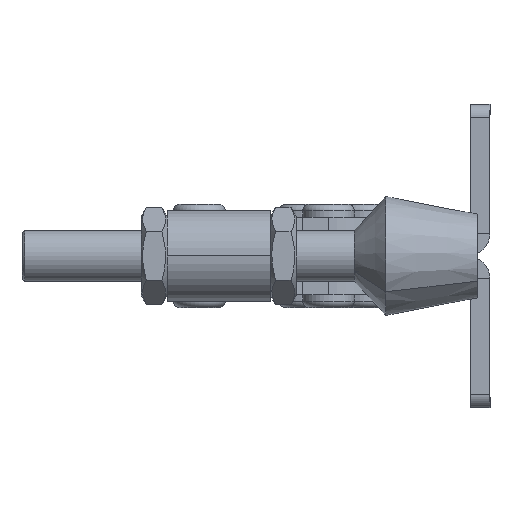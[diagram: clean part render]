
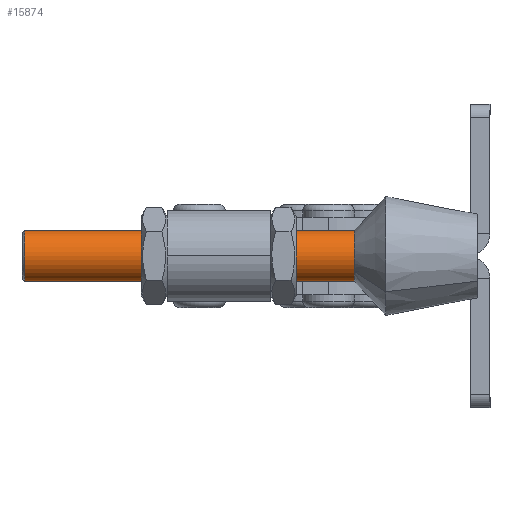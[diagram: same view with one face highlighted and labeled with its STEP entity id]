
A CAD part, left-side view. The second image highlights one B-rep face of the part: STEP entity #15874.
In plain terms, the highlighted cylindrical face has radius 4 mm (diameter 8 mm), a partial arc.
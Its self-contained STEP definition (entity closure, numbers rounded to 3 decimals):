
#6202 = AXIS2_PLACEMENT_3D ( 'NONE', #24596, #24597, #24598 ) ;
#6204 = AXIS2_PLACEMENT_3D ( 'NONE', #24601, #24602, #24603 ) ;
#7814 = CARTESIAN_POINT ( 'NONE',  ( 5.45, 0., 4. ) ) ;
#7817 = CARTESIAN_POINT ( 'NONE',  ( 5.45, 0., -4. ) ) ;
#7819 = CARTESIAN_POINT ( 'NONE',  ( 60.05, 0., -4. ) ) ;
#7821 = CARTESIAN_POINT ( 'NONE',  ( 60.05, 0., 4. ) ) ;
#9577 = DIRECTION ( 'NONE',  ( 0., 0., 1. ) ) ;
#9582 = DIRECTION ( 'NONE',  ( -1., 0., 0. ) ) ;
#9584 = CARTESIAN_POINT ( 'NONE',  ( 60.45, 0., 0. ) ) ;
#10012 = AXIS2_PLACEMENT_3D ( 'NONE', #9584, #9582, #9577 ) ;
#11955 = VERTEX_POINT ( 'NONE', #7814 ) ;
#11957 = VERTEX_POINT ( 'NONE', #7817 ) ;
#11958 = VERTEX_POINT ( 'NONE', #7819 ) ;
#11959 = VERTEX_POINT ( 'NONE', #7821 ) ;
#12056 = EDGE_LOOP ( 'NONE', ( #14549, #14551, #14553, #14555 ) ) ;
#14549 = ORIENTED_EDGE ( 'NONE', *, *, #20367, .T. ) ;
#14551 = ORIENTED_EDGE ( 'NONE', *, *, #20369, .T. ) ;
#14553 = ORIENTED_EDGE ( 'NONE', *, *, #20370, .T. ) ;
#14555 = ORIENTED_EDGE ( 'NONE', *, *, #20371, .F. ) ;
#15874 = ADVANCED_FACE ( 'NONE', ( #19755 ), #19747, .T. ) ;
#18252 = CIRCLE ( 'NONE', #6202, 4. ) ;
#18256 = LINE ( 'NONE', #24594, #18260 ) ;
#18259 = CIRCLE ( 'NONE', #6204, 4. ) ;
#18260 = VECTOR ( 'NONE', #24600, 1000. ) ;
#18262 = LINE ( 'NONE', #24599, #18264 ) ;
#18264 = VECTOR ( 'NONE', #24588, 1000. ) ;
#19747 = CYLINDRICAL_SURFACE ( 'NONE', #10012, 4. ) ;
#19755 = FACE_OUTER_BOUND ( 'NONE', #12056, .T. ) ;
#20367 = EDGE_CURVE ( 'NONE', #11959, #11958, #18252, .T. ) ;
#20369 = EDGE_CURVE ( 'NONE', #11958, #11957, #18256, .T. ) ;
#20370 = EDGE_CURVE ( 'NONE', #11957, #11955, #18259, .T. ) ;
#20371 = EDGE_CURVE ( 'NONE', #11959, #11955, #18262, .T. ) ;
#24588 = DIRECTION ( 'NONE',  ( -1., 0., 0. ) ) ;
#24594 = CARTESIAN_POINT ( 'NONE',  ( 60.45, 0., -4. ) ) ;
#24596 = CARTESIAN_POINT ( 'NONE',  ( 60.05, 0., 0. ) ) ;
#24597 = DIRECTION ( 'NONE',  ( -1., 0., 0. ) ) ;
#24598 = DIRECTION ( 'NONE',  ( 0., 0., -1. ) ) ;
#24599 = CARTESIAN_POINT ( 'NONE',  ( 60.45, 0., 4. ) ) ;
#24600 = DIRECTION ( 'NONE',  ( -1., 0., 0. ) ) ;
#24601 = CARTESIAN_POINT ( 'NONE',  ( 5.45, 0., 0. ) ) ;
#24602 = DIRECTION ( 'NONE',  ( 1., 0., 0. ) ) ;
#24603 = DIRECTION ( 'NONE',  ( 0., 0., -1. ) ) ;
